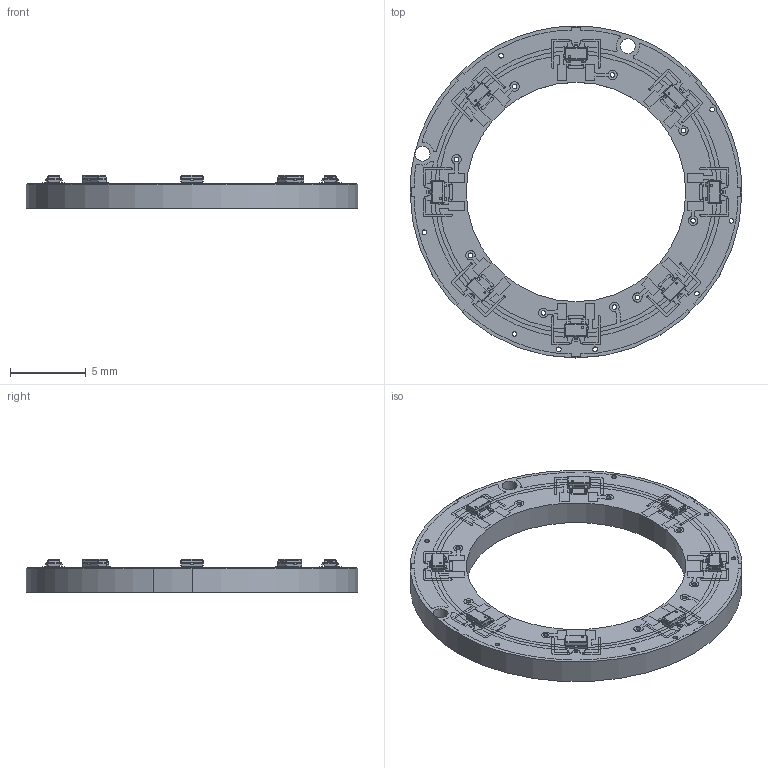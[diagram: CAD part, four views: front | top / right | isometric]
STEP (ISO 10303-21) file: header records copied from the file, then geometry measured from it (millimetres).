
FILE_DESCRIPTION (( 'STEP AP203' ), '1' );
FILE_NAME ('3D_PCB_PCB_Hall-Degress_2025-05-28_2025-05-28 (1).STEP', '2025-05-28T15:12:15', ( '' ), ( '' ), 'SwSTEP 2.0', 'SolidWorks 2024', '' );
FILE_SCHEMA (( 'CONFIG_CONTROL_DESIGN' ));
Length unit declared in the file: millimetre
Products named in the file (11): TopCopper~fyO8.step; SOT-23-3_L2.9-W1.6-P1.90-LS2.8-BR~SOT-23-3L_L2.9-W1.6-H1.1-LS2.8-P0.95~fyO8-0.step; SOT-23-3_L2.9-W1.6-P1.90-LS2.8-BR~SOT-23-3L_L2.9-W1.6-H1.1-LS2.8-P0.95~fyO8.step; BottomCopper~fyO8.step; Board~fyO8.step; BottomSilkscreen~fyO8.step; U1~SOT-23-3_L2.9-W1.6-P1.90-LS2.8-BR~SOT-23-3L_L2.9-W1.6-H1.1-LS2.8-P0.95~fyO8.step; 3D_PCB_PCB_Hall-Degress_2025-05-28_2025-05-28 (1).step; U8~SOT-23-3_L2.9-W1.6-P1.90-LS2.8-BR~SOT-23-3L_L2.9-W1.6-H1.1-LS2.8-P0.95~fyO8.step; 3D_PCB_PCB_Hall-Degress_2025-05-28_2025-05-28 (1); TopSilkscreen~fyO8.step
Assembly tree (16 placements, depth 4):
  3D_PCB_PCB_Hall-Degress_2025-05-28_2025-05-28 (1)
    3D_PCB_PCB_Hall-Degress_2025-05-28_2025-05-28 (1).step
      U8~SOT-23-3_L2.9-W1.6-P1.90-LS2.8-BR~SOT-23-3L_L2.9-W1.6-H1.1-LS2.8-P0.95~fyO8.step  x4
        SOT-23-3_L2.9-W1.6-P1.90-LS2.8-BR~SOT-23-3L_L2.9-W1.6-H1.1-LS2.8-P0.95~fyO8.step
      U1~SOT-23-3_L2.9-W1.6-P1.90-LS2.8-BR~SOT-23-3L_L2.9-W1.6-H1.1-LS2.8-P0.95~fyO8.step  x4
        SOT-23-3_L2.9-W1.6-P1.90-LS2.8-BR~SOT-23-3L_L2.9-W1.6-H1.1-LS2.8-P0.95~fyO8-0.step
      Board~fyO8.step
      TopCopper~fyO8.step
      BottomCopper~fyO8.step
      TopSilkscreen~fyO8.step
      BottomSilkscreen~fyO8.step
Bounding box: 21.97 x 21.97 x 2.19 mm (x, y, z)
Volume: 342.2 mm3; surface area: 884.2 mm2
Topology: 9 solids, 88 shells, 2611 faces, 9466 edges, 7048 vertices
Faces by surface type: plane 1449, bspline 784, cylinder 314, sphere 64
Entity records: 48714 total; most frequent: CARTESIAN_POINT 20716, ORIENTED_EDGE 6204, EDGE_CURVE 4416, VERTEX_POINT 3796, B_SPLINE_CURVE_WITH_KNOTS 3028, DIRECTION 2672, LINE 1152, VECTOR 1152
